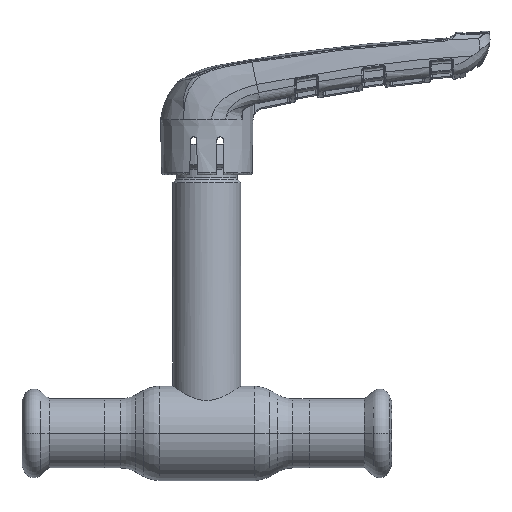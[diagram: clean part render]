
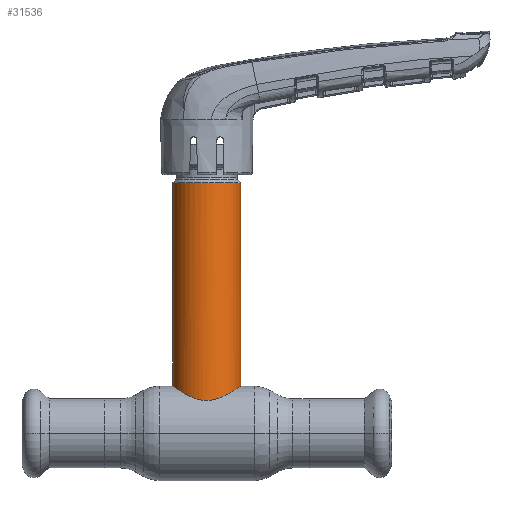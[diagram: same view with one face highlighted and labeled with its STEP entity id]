
A CAD part, top view. The second image highlights one B-rep face of the part: STEP entity #31536.
In plain terms, the highlighted cylindrical face has radius 9 mm (diameter 18 mm), a partial arc.
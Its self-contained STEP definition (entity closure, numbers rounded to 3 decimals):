
#2232 = ORIENTED_EDGE ( 'NONE', *, *, #43266, .T. ) ;
#2660 = CARTESIAN_POINT ( 'NONE',  ( 9., 12.5, 0. ) ) ;
#3604 = CARTESIAN_POINT ( 'NONE',  ( -7.746, 11.629, 4.592 ) ) ;
#3805 = CARTESIAN_POINT ( 'NONE',  ( 3.784, 9.461, 8.171 ) ) ;
#4225 = CARTESIAN_POINT ( 'NONE',  ( -7.592, 11.527, 4.842 ) ) ;
#5797 = DIRECTION ( 'NONE',  ( 0., -1., 0. ) ) ;
#6004 = CARTESIAN_POINT ( 'NONE',  ( 0., 66.219, 0. ) ) ;
#7421 = CIRCLE ( 'NONE', #44444, 9. ) ;
#8297 = CARTESIAN_POINT ( 'NONE',  ( 8.874, 12.409, 1.533 ) ) ;
#8504 = CARTESIAN_POINT ( 'NONE',  ( 4.793, 9.909, 7.623 ) ) ;
#8707 = CARTESIAN_POINT ( 'NONE',  ( -7.101, 11.208, 5.56 ) ) ;
#8910 = CARTESIAN_POINT ( 'NONE',  ( 7.268, 11.316, 5.316 ) ) ;
#9116 = CARTESIAN_POINT ( 'NONE',  ( 8.034, 11.823, 4.099 ) ) ;
#10689 = DIRECTION ( 'NONE',  ( -1., 0., 0. ) ) ;
#13170 = CARTESIAN_POINT ( 'NONE',  ( -4.549, 9.787, 7.786 ) ) ;
#13372 = CARTESIAN_POINT ( 'NONE',  ( 9., 12.5, 0.306 ) ) ;
#13574 = CARTESIAN_POINT ( 'NONE',  ( 6.731, 10.979, 5.981 ) ) ;
#13784 = CARTESIAN_POINT ( 'NONE',  ( -5.93, 10.503, 6.793 ) ) ;
#13987 = CARTESIAN_POINT ( 'NONE',  ( 8.506, 12.148, 3. ) ) ;
#16545 = CARTESIAN_POINT ( 'NONE',  ( 9., 66.219, 0. ) ) ;
#17154 = DIRECTION ( 'NONE',  ( -1., 0., 0. ) ) ;
#17334 = LINE ( 'NONE', #31682, #38478 ) ;
#17737 = ORIENTED_EDGE ( 'NONE', *, *, #37424, .T. ) ;
#18034 = CARTESIAN_POINT ( 'NONE',  ( 2.98, 9.159, 8.512 ) ) ;
#18236 = CARTESIAN_POINT ( 'NONE',  ( 9., 12.5, 0. ) ) ;
#18435 = CARTESIAN_POINT ( 'NONE',  ( -8.494, 12.14, 2.992 ) ) ;
#21994 = CARTESIAN_POINT ( 'NONE',  ( 0., 0., 0. ) ) ;
#22629 = CARTESIAN_POINT ( 'NONE',  ( -9., 66.219, 0. ) ) ;
#23085 = CARTESIAN_POINT ( 'NONE',  ( -2.97, 9.165, 8.501 ) ) ;
#23280 = B_SPLINE_CURVE_WITH_KNOTS ( 'NONE', 3,
 ( #61581, #37659, #27945, #61787, #23494, #18435, #57556, #42911, #27751, #3604, #4225, #8707, #56723, #13784, #47172, #13170, #47571, #28348, #23085, #57342, #33209, #52462, #57139, #62189, #32595, #28142, #61376, #32393, #52256, #42311, #18034, #3805, #32797, #37241, #8504, #23290, #42693, #38067, #13574, #37860, #8910, #37454, #9116, #13987, #47783, #8297, #42110, #46969, #13372, #18236 ),
 .UNSPECIFIED., .F., .F.,
 ( 4, 2, 2, 2, 2, 2, 2, 2, 2, 2, 2, 2, 2, 2, 2, 2, 2, 2, 2, 2, 2, 2, 2, 2, 4 ),
 ( 0., 0.002, 0.003, 0.004, 0.005, 0.006, 0.007, 0.009, 0.011, 0.012, 0.013, 0.014, 0.015, 0.016, 0.017, 0.018, 0.019, 0.02, 0.022, 0.023, 0.024, 0.026, 0.028, 0.028, 0.029 ),
 .UNSPECIFIED. ) ;
#23290 = CARTESIAN_POINT ( 'NONE',  ( 5.496, 10.261, 7.15 ) ) ;
#23494 = CARTESIAN_POINT ( 'NONE',  ( -8.676, 12.268, 2.414 ) ) ;
#24930 = FACE_OUTER_BOUND ( 'NONE', #31334, .T. ) ;
#26791 = EDGE_CURVE ( 'NONE', #56399, #28370, #42294, .T. ) ;
#27751 = CARTESIAN_POINT ( 'NONE',  ( -8.027, 11.819, 4.08 ) ) ;
#27930 = CYLINDRICAL_SURFACE ( 'NONE', #61266, 9. ) ;
#27945 = CARTESIAN_POINT ( 'NONE',  ( -8.936, 12.454, 1.228 ) ) ;
#28142 = CARTESIAN_POINT ( 'NONE',  ( 0.312, 8.675, 9. ) ) ;
#28348 = CARTESIAN_POINT ( 'NONE',  ( -3.248, 9.26, 8.398 ) ) ;
#28370 = VERTEX_POINT ( 'NONE', #2660 ) ;
#28702 = VECTOR ( 'NONE', #51294, 1000. ) ;
#31334 = EDGE_LOOP ( 'NONE', ( #57769, #32542, #17737, #2232 ) ) ;
#31536 = ADVANCED_FACE ( 'NONE', ( #24930 ), #27930, .T. ) ;
#31682 = CARTESIAN_POINT ( 'NONE',  ( -9., 0., 0. ) ) ;
#32037 = CARTESIAN_POINT ( 'NONE',  ( 9., 0., 0. ) ) ;
#32393 = CARTESIAN_POINT ( 'NONE',  ( 1.225, 8.756, 8.921 ) ) ;
#32542 = ORIENTED_EDGE ( 'NONE', *, *, #46575, .T. ) ;
#32595 = CARTESIAN_POINT ( 'NONE',  ( -0.301, 8.674, 9. ) ) ;
#32797 = CARTESIAN_POINT ( 'NONE',  ( 4.046, 9.569, 8.044 ) ) ;
#33209 = CARTESIAN_POINT ( 'NONE',  ( -2.114, 8.924, 8.753 ) ) ;
#34120 = CARTESIAN_POINT ( 'NONE',  ( -9., 12.5, 0. ) ) ;
#37241 = CARTESIAN_POINT ( 'NONE',  ( 4.551, 9.793, 7.77 ) ) ;
#37424 = EDGE_CURVE ( 'NONE', #47713, #44435, #17334, .T. ) ;
#37454 = CARTESIAN_POINT ( 'NONE',  ( 7.753, 11.632, 4.607 ) ) ;
#37659 = CARTESIAN_POINT ( 'NONE',  ( -9., 12.5, 0.621 ) ) ;
#37860 = CARTESIAN_POINT ( 'NONE',  ( 7.096, 11.206, 5.543 ) ) ;
#38067 = CARTESIAN_POINT ( 'NONE',  ( 6.537, 10.861, 6.192 ) ) ;
#38478 = VECTOR ( 'NONE', #59860, 1000. ) ;
#42110 = CARTESIAN_POINT ( 'NONE',  ( 8.921, 12.443, 1.229 ) ) ;
#42294 = LINE ( 'NONE', #32037, #28702 ) ;
#42311 = CARTESIAN_POINT ( 'NONE',  ( 2.419, 8.987, 8.69 ) ) ;
#42693 = CARTESIAN_POINT ( 'NONE',  ( 5.931, 10.503, 6.794 ) ) ;
#42911 = CARTESIAN_POINT ( 'NONE',  ( -8.156, 11.907, 3.816 ) ) ;
#43266 = EDGE_CURVE ( 'NONE', #44435, #28370, #23280, .T. ) ;
#44435 = VERTEX_POINT ( 'NONE', #34120 ) ;
#44444 = AXIS2_PLACEMENT_3D ( 'NONE', #6004, #5797, #10689 ) ;
#46575 = EDGE_CURVE ( 'NONE', #56399, #47713, #7421, .T. ) ;
#46969 = CARTESIAN_POINT ( 'NONE',  ( 8.984, 12.489, 0.613 ) ) ;
#47172 = CARTESIAN_POINT ( 'NONE',  ( -5.487, 10.257, 7.156 ) ) ;
#47571 = CARTESIAN_POINT ( 'NONE',  ( -4.05, 9.561, 8.058 ) ) ;
#47713 = VERTEX_POINT ( 'NONE', #22629 ) ;
#47783 = CARTESIAN_POINT ( 'NONE',  ( 8.688, 12.277, 2.426 ) ) ;
#51294 = DIRECTION ( 'NONE',  ( 0., -1., 0. ) ) ;
#52256 = CARTESIAN_POINT ( 'NONE',  ( 1.53, 8.804, 8.874 ) ) ;
#52462 = CARTESIAN_POINT ( 'NONE',  ( -1.525, 8.803, 8.875 ) ) ;
#55404 = DIRECTION ( 'NONE',  ( 0., -1., 0. ) ) ;
#56399 = VERTEX_POINT ( 'NONE', #16545 ) ;
#56723 = CARTESIAN_POINT ( 'NONE',  ( -6.736, 10.978, 5.996 ) ) ;
#57139 = CARTESIAN_POINT ( 'NONE',  ( -1.224, 8.755, 8.922 ) ) ;
#57342 = CARTESIAN_POINT ( 'NONE',  ( -2.403, 8.997, 8.678 ) ) ;
#57556 = CARTESIAN_POINT ( 'NONE',  ( -8.389, 12.068, 3.272 ) ) ;
#57769 = ORIENTED_EDGE ( 'NONE', *, *, #26791, .F. ) ;
#59860 = DIRECTION ( 'NONE',  ( 0., -1., 0. ) ) ;
#61266 = AXIS2_PLACEMENT_3D ( 'NONE', #21994, #55404, #17154 ) ;
#61376 = CARTESIAN_POINT ( 'NONE',  ( 0.617, 8.691, 8.984 ) ) ;
#61581 = CARTESIAN_POINT ( 'NONE',  ( -9., 12.5, 0. ) ) ;
#61787 = CARTESIAN_POINT ( 'NONE',  ( -8.752, 12.323, 2.119 ) ) ;
#62189 = CARTESIAN_POINT ( 'NONE',  ( -0.611, 8.691, 8.985 ) ) ;
